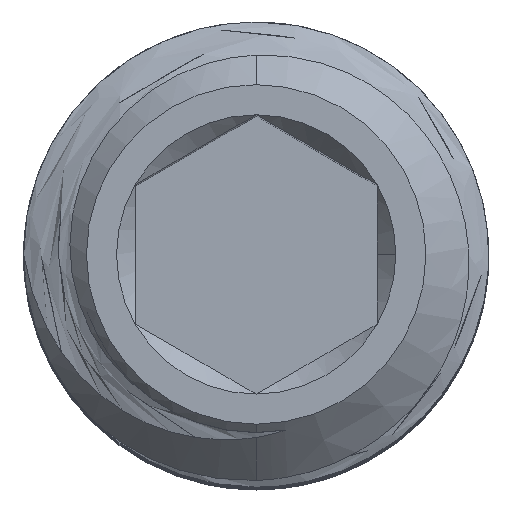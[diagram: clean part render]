
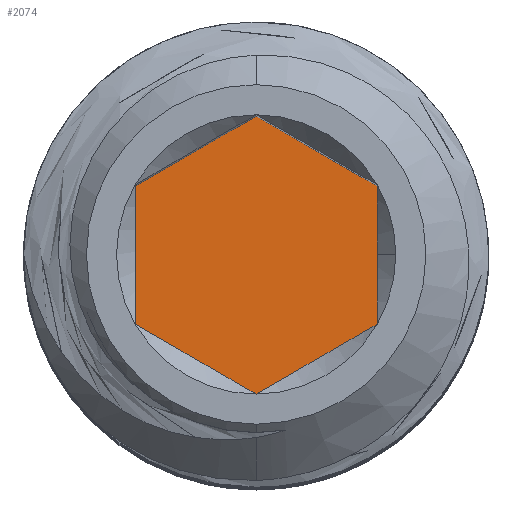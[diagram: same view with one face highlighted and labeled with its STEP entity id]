
A CAD part, top view. The second image highlights one B-rep face of the part: STEP entity #2074.
In plain terms, the highlighted planar face has unit normal (0, 0, 1).
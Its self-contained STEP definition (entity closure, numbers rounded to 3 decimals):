
#34 = DIRECTION ( 'NONE',  ( 0.866, 0.5, 0. ) ) ;
#50 = CARTESIAN_POINT ( 'NONE',  ( 0., -0.751, 0.62 ) ) ;
#63 = VECTOR ( 'NONE', #3942, 1000. ) ;
#242 = DIRECTION ( 'NONE',  ( 0.866, -0.5, 0. ) ) ;
#524 = DIRECTION ( 'NONE',  ( 0., 1., 0. ) ) ;
#530 = LINE ( 'NONE', #3179, #4688 ) ;
#595 = DIRECTION ( 'NONE',  ( 1., 0., 0. ) ) ;
#599 = EDGE_CURVE ( 'NONE', #657, #4213, #1572, .T. ) ;
#610 = ORIENTED_EDGE ( 'NONE', *, *, #1106, .T. ) ;
#657 = VERTEX_POINT ( 'NONE', #1516 ) ;
#950 = ORIENTED_EDGE ( 'NONE', *, *, #4063, .T. ) ;
#999 = DIRECTION ( 'NONE',  ( 0., 0., 1. ) ) ;
#1106 = EDGE_CURVE ( 'NONE', #3057, #657, #3891, .T. ) ;
#1458 = VECTOR ( 'NONE', #524, 1000. ) ;
#1468 = ORIENTED_EDGE ( 'NONE', *, *, #2140, .T. ) ;
#1516 = CARTESIAN_POINT ( 'NONE',  ( 0.65, -0.375, 0.62 ) ) ;
#1572 = LINE ( 'NONE', #3124, #1458 ) ;
#1627 = LINE ( 'NONE', #1724, #63 ) ;
#1724 = CARTESIAN_POINT ( 'NONE',  ( 0.65, 0.375, 0.62 ) ) ;
#1784 = CARTESIAN_POINT ( 'NONE',  ( 0., 0.751, 0.62 ) ) ;
#1794 = CARTESIAN_POINT ( 'NONE',  ( 0.65, 0.375, 0.62 ) ) ;
#2061 = VERTEX_POINT ( 'NONE', #2856 ) ;
#2074 = ADVANCED_FACE ( 'NONE', ( #3369 ), #2537, .T. ) ;
#2140 = EDGE_CURVE ( 'NONE', #2216, #3918, #3940, .T. ) ;
#2203 = VECTOR ( 'NONE', #2220, 1000. ) ;
#2216 = VERTEX_POINT ( 'NONE', #2993 ) ;
#2220 = DIRECTION ( 'NONE',  ( 0., -1., 0. ) ) ;
#2281 = ORIENTED_EDGE ( 'NONE', *, *, #4663, .T. ) ;
#2334 = ORIENTED_EDGE ( 'NONE', *, *, #599, .T. ) ;
#2379 = VECTOR ( 'NONE', #3587, 1000. ) ;
#2537 = PLANE ( 'NONE',  #4014 ) ;
#2856 = CARTESIAN_POINT ( 'NONE',  ( 0., 0.751, 0.62 ) ) ;
#2993 = CARTESIAN_POINT ( 'NONE',  ( -0.65, 0.375, 0.62 ) ) ;
#3057 = VERTEX_POINT ( 'NONE', #3970 ) ;
#3124 = CARTESIAN_POINT ( 'NONE',  ( 0.65, -0.375, 0.62 ) ) ;
#3125 = CARTESIAN_POINT ( 'NONE',  ( -0.65, -0.375, 0.62 ) ) ;
#3179 = CARTESIAN_POINT ( 'NONE',  ( -0.65, -0.375, 0.62 ) ) ;
#3314 = VECTOR ( 'NONE', #34, 1000. ) ;
#3369 = FACE_OUTER_BOUND ( 'NONE', #4723, .T. ) ;
#3587 = DIRECTION ( 'NONE',  ( -0.866, -0.5, 0. ) ) ;
#3639 = LINE ( 'NONE', #1784, #2379 ) ;
#3891 = LINE ( 'NONE', #50, #3314 ) ;
#3918 = VERTEX_POINT ( 'NONE', #3125 ) ;
#3919 = CARTESIAN_POINT ( 'NONE',  ( 0., 0., 0.62 ) ) ;
#3940 = LINE ( 'NONE', #4118, #2203 ) ;
#3942 = DIRECTION ( 'NONE',  ( -0.866, 0.5, 0. ) ) ;
#3970 = CARTESIAN_POINT ( 'NONE',  ( 0., -0.751, 0.62 ) ) ;
#4014 = AXIS2_PLACEMENT_3D ( 'NONE', #3919, #999, #595 ) ;
#4063 = EDGE_CURVE ( 'NONE', #2061, #2216, #3639, .T. ) ;
#4118 = CARTESIAN_POINT ( 'NONE',  ( -0.65, 0.375, 0.62 ) ) ;
#4126 = EDGE_CURVE ( 'NONE', #4213, #2061, #1627, .T. ) ;
#4213 = VERTEX_POINT ( 'NONE', #1794 ) ;
#4424 = ORIENTED_EDGE ( 'NONE', *, *, #4126, .T. ) ;
#4663 = EDGE_CURVE ( 'NONE', #3918, #3057, #530, .T. ) ;
#4688 = VECTOR ( 'NONE', #242, 1000. ) ;
#4723 = EDGE_LOOP ( 'NONE', ( #4424, #950, #1468, #2281, #610, #2334 ) ) ;
